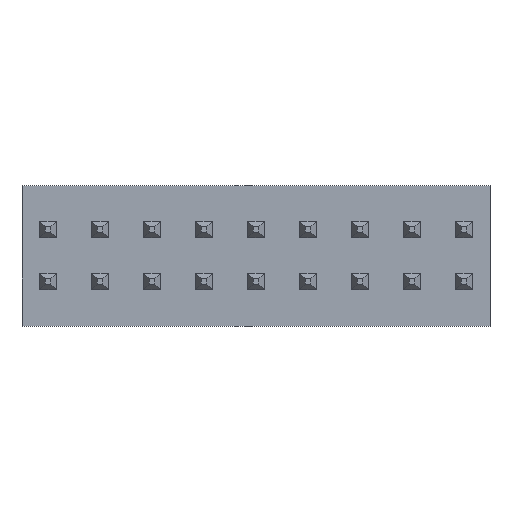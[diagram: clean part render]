
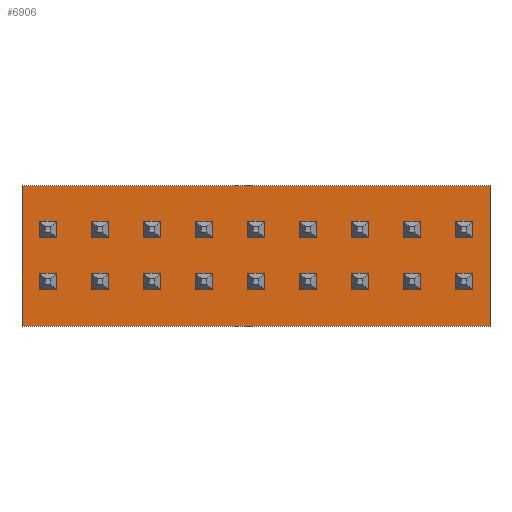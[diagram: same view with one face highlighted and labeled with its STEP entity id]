
A CAD part, top view. The second image highlights one B-rep face of the part: STEP entity #6906.
In plain terms, the highlighted face is planar.
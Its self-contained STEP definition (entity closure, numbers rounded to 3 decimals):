
#6774 = EDGE_CURVE('',#6775,#6777,#6779,.T.);
#6775 = VERTEX_POINT('',#6776);
#6776 = CARTESIAN_POINT('',(-5.715,1.778,-1.715));
#6777 = VERTEX_POINT('',#6778);
#6778 = CARTESIAN_POINT('',(-5.715,1.778,1.715));
#6779 = LINE('',#6780,#6781);
#6780 = CARTESIAN_POINT('',(-5.715,1.778,-1.715));
#6781 = VECTOR('',#6782,1.);
#6782 = DIRECTION('',(0.,0.,1.));
#6814 = EDGE_CURVE('',#6777,#6815,#6817,.T.);
#6815 = VERTEX_POINT('',#6816);
#6816 = CARTESIAN_POINT('',(5.715,1.778,1.715));
#6817 = LINE('',#6818,#6819);
#6818 = CARTESIAN_POINT('',(-5.715,1.778,1.715));
#6819 = VECTOR('',#6820,1.);
#6820 = DIRECTION('',(1.,0.,0.));
#6845 = EDGE_CURVE('',#6815,#6846,#6848,.T.);
#6846 = VERTEX_POINT('',#6847);
#6847 = CARTESIAN_POINT('',(5.715,1.778,-1.715));
#6848 = LINE('',#6849,#6850);
#6849 = CARTESIAN_POINT('',(5.715,1.778,1.715));
#6850 = VECTOR('',#6851,1.);
#6851 = DIRECTION('',(0.,0.,-1.));
#6876 = EDGE_CURVE('',#6846,#6775,#6877,.T.);
#6877 = LINE('',#6878,#6879);
#6878 = CARTESIAN_POINT('',(5.715,1.778,-1.715));
#6879 = VECTOR('',#6880,1.);
#6880 = DIRECTION('',(-1.,0.,0.));
#6906 = ADVANCED_FACE('',(#6907),#6913,.T.);
#6907 = FACE_BOUND('',#6908,.T.);
#6908 = EDGE_LOOP('',(#6909,#6910,#6911,#6912));
#6909 = ORIENTED_EDGE('',*,*,#6774,.T.);
#6910 = ORIENTED_EDGE('',*,*,#6814,.T.);
#6911 = ORIENTED_EDGE('',*,*,#6845,.T.);
#6912 = ORIENTED_EDGE('',*,*,#6876,.T.);
#6913 = PLANE('',#6914);
#6914 = AXIS2_PLACEMENT_3D('',#6915,#6916,#6917);
#6915 = CARTESIAN_POINT('',(0.,1.778,0.));
#6916 = DIRECTION('',(0.,1.,0.));
#6917 = DIRECTION('',(0.,-0.,1.));
